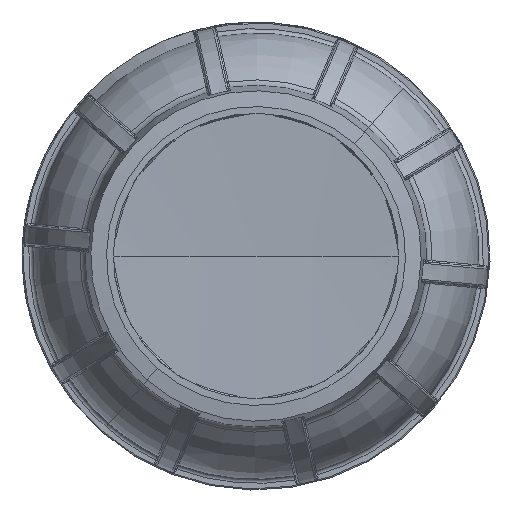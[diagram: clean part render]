
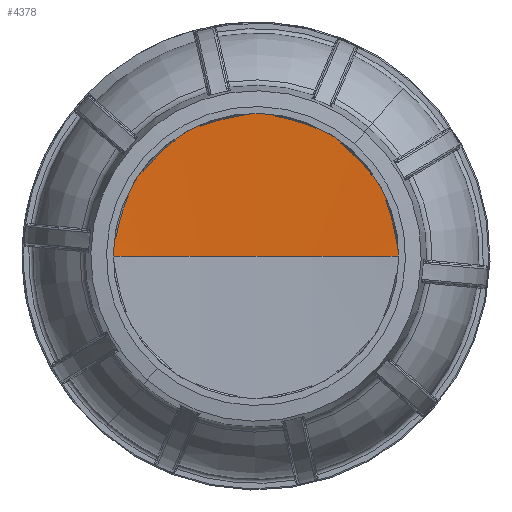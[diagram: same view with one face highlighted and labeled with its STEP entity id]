
A CAD part, left-side view. The second image highlights one B-rep face of the part: STEP entity #4378.
In plain terms, the highlighted spherical face has radius 586.538 mm.
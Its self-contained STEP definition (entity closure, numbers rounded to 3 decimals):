
#2748 = ORIENTED_EDGE ( 'NONE', *, *, #4284, .F. ) ;
#2749 = ORIENTED_EDGE ( 'NONE', *, *, #4282, .T. ) ;
#2750 = ORIENTED_EDGE ( 'NONE', *, *, #4283, .T. ) ;
#2751 = ORIENTED_EDGE ( 'NONE', *, *, #4285, .T. ) ;
#3213 = VERTEX_POINT ( 'NONE', #38294 ) ;
#3216 = VERTEX_POINT ( 'NONE', #38300 ) ;
#3217 = VERTEX_POINT ( 'NONE', #38302 ) ;
#3218 = VERTEX_POINT ( 'NONE', #38304 ) ;
#4282 = EDGE_CURVE ( 'NONE', #3213, #3216, #22717, .T. ) ;
#4283 = EDGE_CURVE ( 'NONE', #3217, #3213, #22719, .T. ) ;
#4284 = EDGE_CURVE ( 'NONE', #3217, #3218, #22709, .T. ) ;
#4285 = EDGE_CURVE ( 'NONE', #3216, #3218, #22699, .T. ) ;
#4378 = ADVANCED_FACE ( 'NONE', ( #16085 ), #16143, .T. ) ;
#11953 = EDGE_LOOP ( 'NONE', ( #2748, #2750, #2749, #2751 ) ) ;
#16085 = FACE_OUTER_BOUND ( 'NONE', #11953, .T. ) ;
#16143 = SPHERICAL_SURFACE ( 'NONE', #22846, 586.538 ) ;
#21943 = CARTESIAN_POINT ( 'NONE',  ( 0.04, -90.301, 0. ) ) ;
#21944 = DIRECTION ( 'NONE',  ( 1., 0., 0. ) ) ;
#21945 = DIRECTION ( 'NONE',  ( 0., 0., -1. ) ) ;
#21946 = CARTESIAN_POINT ( 'NONE',  ( -585.337, -90.301, 0. ) ) ;
#21947 = DIRECTION ( 'NONE',  ( 0., 0., 1. ) ) ;
#21948 = DIRECTION ( 'NONE',  ( 1., 0., 0. ) ) ;
#21949 = CARTESIAN_POINT ( 'NONE',  ( -585.337, -90.301, 0. ) ) ;
#21950 = DIRECTION ( 'NONE',  ( 0., 0., -1. ) ) ;
#21951 = DIRECTION ( 'NONE',  ( -1., 0., 0. ) ) ;
#21952 = CARTESIAN_POINT ( 'NONE',  ( 0.04, -90.301, 0. ) ) ;
#21953 = DIRECTION ( 'NONE',  ( 1., 0., 0. ) ) ;
#21954 = DIRECTION ( 'NONE',  ( 0., 0., -1. ) ) ;
#22301 = CARTESIAN_POINT ( 'NONE',  ( -585.337, -90.301, 0. ) ) ;
#22302 = DIRECTION ( 'NONE',  ( 0., 0., 1. ) ) ;
#22303 = DIRECTION ( 'NONE',  ( 0., -1., 0. ) ) ;
#22699 = CIRCLE ( 'NONE', #22724, 36.877 ) ;
#22709 = CIRCLE ( 'NONE', #22722, 586.538 ) ;
#22717 = CIRCLE ( 'NONE', #22718, 36.877 ) ;
#22718 = AXIS2_PLACEMENT_3D ( 'NONE', #21943, #21944, #21945 ) ;
#22719 = CIRCLE ( 'NONE', #22720, 586.538 ) ;
#22720 = AXIS2_PLACEMENT_3D ( 'NONE', #21946, #21947, #21948 ) ;
#22722 = AXIS2_PLACEMENT_3D ( 'NONE', #21949, #21950, #21951 ) ;
#22724 = AXIS2_PLACEMENT_3D ( 'NONE', #21952, #21953, #21954 ) ;
#22846 = AXIS2_PLACEMENT_3D ( 'NONE', #22301, #22302, #22303 ) ;
#38294 = CARTESIAN_POINT ( 'NONE',  ( 0.04, -53.424, 0. ) ) ;
#38300 = CARTESIAN_POINT ( 'NONE',  ( 0.04, -90.301, 36.877 ) ) ;
#38302 = CARTESIAN_POINT ( 'NONE',  ( 1.2, -90.301, 0. ) ) ;
#38304 = CARTESIAN_POINT ( 'NONE',  ( 0.04, -127.178, 0. ) ) ;
